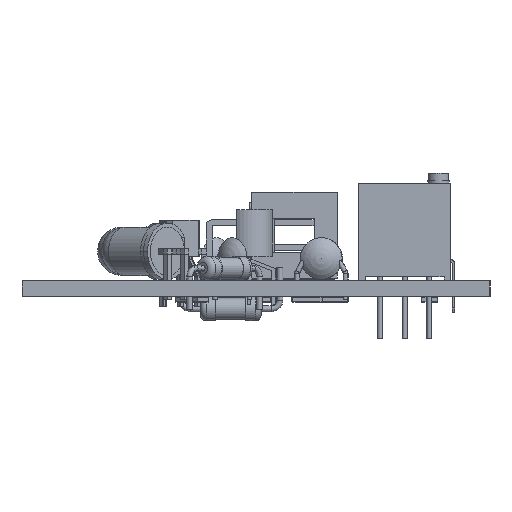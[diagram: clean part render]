
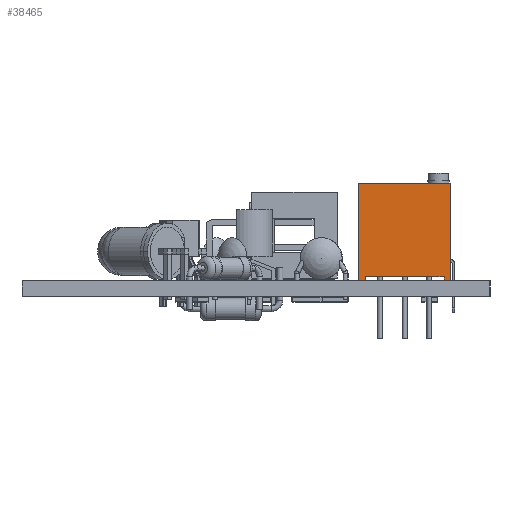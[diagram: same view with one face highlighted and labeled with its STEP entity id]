
A CAD part, left-side view. The second image highlights one B-rep face of the part: STEP entity #38465.
In plain terms, the highlighted face is planar.
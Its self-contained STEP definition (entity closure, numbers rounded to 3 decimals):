
#37069 = PLANE('',#37070);
#37070 = AXIS2_PLACEMENT_3D('',#37071,#37072,#37073);
#37071 = CARTESIAN_POINT('',(-2.54,-0.052,10.03));
#37072 = DIRECTION('',(-0.,0.,1.));
#37073 = DIRECTION('',(0.,1.,0.));
#37153 = PLANE('',#37154);
#37154 = AXIS2_PLACEMENT_3D('',#37155,#37156,#37157);
#37155 = CARTESIAN_POINT('',(-7.305,-0.05,5.015));
#37156 = DIRECTION('',(-1.,0.,0.));
#37157 = DIRECTION('',(0.,1.,0.));
#37209 = PLANE('',#37210);
#37210 = AXIS2_PLACEMENT_3D('',#37211,#37212,#37213);
#37211 = CARTESIAN_POINT('',(-6.605,2.41,1.));
#37212 = DIRECTION('',(1.,0.,0.));
#37213 = DIRECTION('',(0.,-1.,0.));
#37237 = PLANE('',#37238);
#37238 = AXIS2_PLACEMENT_3D('',#37239,#37240,#37241);
#37239 = CARTESIAN_POINT('',(-7.305,2.03,0.38));
#37240 = DIRECTION('',(0.,0.,-1.));
#37241 = DIRECTION('',(0.,-1.,0.));
#37265 = PLANE('',#37266);
#37266 = AXIS2_PLACEMENT_3D('',#37267,#37268,#37269);
#37267 = CARTESIAN_POINT('',(1.525,2.41,1.));
#37268 = DIRECTION('',(1.,0.,0.));
#37269 = DIRECTION('',(0.,-1.,0.));
#37321 = PLANE('',#37322);
#37322 = AXIS2_PLACEMENT_3D('',#37323,#37324,#37325);
#37323 = CARTESIAN_POINT('',(2.225,-0.05,5.015));
#37324 = DIRECTION('',(1.,0.,0.));
#37325 = DIRECTION('',(0.,-1.,0.));
#37390 = EDGE_CURVE('',#37391,#37393,#37395,.T.);
#37391 = VERTEX_POINT('',#37392);
#37392 = CARTESIAN_POINT('',(-7.305,-2.42,10.03));
#37393 = VERTEX_POINT('',#37394);
#37394 = CARTESIAN_POINT('',(2.225,-2.42,10.03));
#37395 = SURFACE_CURVE('',#37396,(#37400,#37407),.PCURVE_S1.);
#37396 = LINE('',#37397,#37398);
#37397 = CARTESIAN_POINT('',(-7.305,-2.42,10.03));
#37398 = VECTOR('',#37399,1.);
#37399 = DIRECTION('',(1.,0.,0.));
#37400 = PCURVE('',#37069,#37401);
#37401 = DEFINITIONAL_REPRESENTATION('',(#37402),#37406);
#37402 = LINE('',#37403,#37404);
#37403 = CARTESIAN_POINT('',(-2.368,4.765));
#37404 = VECTOR('',#37405,1.);
#37405 = DIRECTION('',(0.,-1.));
#37406 = ( GEOMETRIC_REPRESENTATION_CONTEXT(2) 
PARAMETRIC_REPRESENTATION_CONTEXT() REPRESENTATION_CONTEXT('2D SPACE',''
  ) );
#37407 = PCURVE('',#37408,#37413);
#37408 = PLANE('',#37409);
#37409 = AXIS2_PLACEMENT_3D('',#37410,#37411,#37412);
#37410 = CARTESIAN_POINT('',(-2.54,-2.42,5.001));
#37411 = DIRECTION('',(0.,-1.,0.));
#37412 = DIRECTION('',(1.,0.,0.));
#37413 = DEFINITIONAL_REPRESENTATION('',(#37414),#37418);
#37414 = LINE('',#37415,#37416);
#37415 = CARTESIAN_POINT('',(-4.765,5.029));
#37416 = VECTOR('',#37417,1.);
#37417 = DIRECTION('',(1.,0.));
#37418 = ( GEOMETRIC_REPRESENTATION_CONTEXT(2) 
PARAMETRIC_REPRESENTATION_CONTEXT() REPRESENTATION_CONTEXT('2D SPACE',''
  ) );
#37721 = EDGE_CURVE('',#37393,#37722,#37724,.T.);
#37722 = VERTEX_POINT('',#37723);
#37723 = CARTESIAN_POINT('',(2.225,-2.42,0.));
#37724 = SURFACE_CURVE('',#37725,(#37729,#37736),.PCURVE_S1.);
#37725 = LINE('',#37726,#37727);
#37726 = CARTESIAN_POINT('',(2.225,-2.42,1.));
#37727 = VECTOR('',#37728,1.);
#37728 = DIRECTION('',(0.,0.,-1.));
#37729 = PCURVE('',#37321,#37730);
#37730 = DEFINITIONAL_REPRESENTATION('',(#37731),#37735);
#37731 = LINE('',#37732,#37733);
#37732 = CARTESIAN_POINT('',(2.37,4.015));
#37733 = VECTOR('',#37734,1.);
#37734 = DIRECTION('',(0.,1.));
#37735 = ( GEOMETRIC_REPRESENTATION_CONTEXT(2) 
PARAMETRIC_REPRESENTATION_CONTEXT() REPRESENTATION_CONTEXT('2D SPACE',''
  ) );
#37736 = PCURVE('',#37408,#37737);
#37737 = DEFINITIONAL_REPRESENTATION('',(#37738),#37742);
#37738 = LINE('',#37739,#37740);
#37739 = CARTESIAN_POINT('',(4.765,-4.001));
#37740 = VECTOR('',#37741,1.);
#37741 = DIRECTION('',(0.,-1.));
#37742 = ( GEOMETRIC_REPRESENTATION_CONTEXT(2) 
PARAMETRIC_REPRESENTATION_CONTEXT() REPRESENTATION_CONTEXT('2D SPACE',''
  ) );
#37760 = PLANE('',#37761);
#37761 = AXIS2_PLACEMENT_3D('',#37762,#37763,#37764);
#37762 = CARTESIAN_POINT('',(1.525,2.41,0.));
#37763 = DIRECTION('',(0.,0.,-1.));
#37764 = DIRECTION('',(0.,-1.,0.));
#37876 = VERTEX_POINT('',#37877);
#37877 = CARTESIAN_POINT('',(1.525,-2.42,0.));
#37922 = VERTEX_POINT('',#37923);
#37923 = CARTESIAN_POINT('',(1.525,-2.42,0.38));
#37944 = EDGE_CURVE('',#37922,#37876,#37945,.T.);
#37945 = SURFACE_CURVE('',#37946,(#37950,#37957),.PCURVE_S1.);
#37946 = LINE('',#37947,#37948);
#37947 = CARTESIAN_POINT('',(1.525,-2.42,1.));
#37948 = VECTOR('',#37949,1.);
#37949 = DIRECTION('',(0.,0.,-1.));
#37950 = PCURVE('',#37265,#37951);
#37951 = DEFINITIONAL_REPRESENTATION('',(#37952),#37956);
#37952 = LINE('',#37953,#37954);
#37953 = CARTESIAN_POINT('',(4.83,0.));
#37954 = VECTOR('',#37955,1.);
#37955 = DIRECTION('',(0.,1.));
#37956 = ( GEOMETRIC_REPRESENTATION_CONTEXT(2) 
PARAMETRIC_REPRESENTATION_CONTEXT() REPRESENTATION_CONTEXT('2D SPACE',''
  ) );
#37957 = PCURVE('',#37408,#37958);
#37958 = DEFINITIONAL_REPRESENTATION('',(#37959),#37963);
#37959 = LINE('',#37960,#37961);
#37960 = CARTESIAN_POINT('',(4.065,-4.001));
#37961 = VECTOR('',#37962,1.);
#37962 = DIRECTION('',(0.,-1.));
#37963 = ( GEOMETRIC_REPRESENTATION_CONTEXT(2) 
PARAMETRIC_REPRESENTATION_CONTEXT() REPRESENTATION_CONTEXT('2D SPACE',''
  ) );
#37968 = EDGE_CURVE('',#37969,#37922,#37971,.T.);
#37969 = VERTEX_POINT('',#37970);
#37970 = CARTESIAN_POINT('',(-6.605,-2.42,0.38));
#37971 = SURFACE_CURVE('',#37972,(#37976,#37983),.PCURVE_S1.);
#37972 = LINE('',#37973,#37974);
#37973 = CARTESIAN_POINT('',(-7.305,-2.42,0.38));
#37974 = VECTOR('',#37975,1.);
#37975 = DIRECTION('',(1.,0.,0.));
#37976 = PCURVE('',#37237,#37977);
#37977 = DEFINITIONAL_REPRESENTATION('',(#37978),#37982);
#37978 = LINE('',#37979,#37980);
#37979 = CARTESIAN_POINT('',(4.45,0.));
#37980 = VECTOR('',#37981,1.);
#37981 = DIRECTION('',(0.,-1.));
#37982 = ( GEOMETRIC_REPRESENTATION_CONTEXT(2) 
PARAMETRIC_REPRESENTATION_CONTEXT() REPRESENTATION_CONTEXT('2D SPACE',''
  ) );
#37983 = PCURVE('',#37408,#37984);
#37984 = DEFINITIONAL_REPRESENTATION('',(#37985),#37989);
#37985 = LINE('',#37986,#37987);
#37986 = CARTESIAN_POINT('',(-4.765,-4.621));
#37987 = VECTOR('',#37988,1.);
#37988 = DIRECTION('',(1.,0.));
#37989 = ( GEOMETRIC_REPRESENTATION_CONTEXT(2) 
PARAMETRIC_REPRESENTATION_CONTEXT() REPRESENTATION_CONTEXT('2D SPACE',''
  ) );
#38125 = VERTEX_POINT('',#38126);
#38126 = CARTESIAN_POINT('',(-6.605,-2.42,0.));
#38140 = PLANE('',#38141);
#38141 = AXIS2_PLACEMENT_3D('',#38142,#38143,#38144);
#38142 = CARTESIAN_POINT('',(-7.305,2.41,0.));
#38143 = DIRECTION('',(0.,0.,-1.));
#38144 = DIRECTION('',(0.,-1.,0.));
#38203 = EDGE_CURVE('',#37969,#38125,#38204,.T.);
#38204 = SURFACE_CURVE('',#38205,(#38209,#38216),.PCURVE_S1.);
#38205 = LINE('',#38206,#38207);
#38206 = CARTESIAN_POINT('',(-6.605,-2.42,1.));
#38207 = VECTOR('',#38208,1.);
#38208 = DIRECTION('',(0.,0.,-1.));
#38209 = PCURVE('',#37209,#38210);
#38210 = DEFINITIONAL_REPRESENTATION('',(#38211),#38215);
#38211 = LINE('',#38212,#38213);
#38212 = CARTESIAN_POINT('',(4.83,0.));
#38213 = VECTOR('',#38214,1.);
#38214 = DIRECTION('',(0.,1.));
#38215 = ( GEOMETRIC_REPRESENTATION_CONTEXT(2) 
PARAMETRIC_REPRESENTATION_CONTEXT() REPRESENTATION_CONTEXT('2D SPACE',''
  ) );
#38216 = PCURVE('',#37408,#38217);
#38217 = DEFINITIONAL_REPRESENTATION('',(#38218),#38222);
#38218 = LINE('',#38219,#38220);
#38219 = CARTESIAN_POINT('',(-4.065,-4.001));
#38220 = VECTOR('',#38221,1.);
#38221 = DIRECTION('',(0.,-1.));
#38222 = ( GEOMETRIC_REPRESENTATION_CONTEXT(2) 
PARAMETRIC_REPRESENTATION_CONTEXT() REPRESENTATION_CONTEXT('2D SPACE',''
  ) );
#38347 = VERTEX_POINT('',#38348);
#38348 = CARTESIAN_POINT('',(-7.305,-2.42,0.));
#38369 = EDGE_CURVE('',#37391,#38347,#38370,.T.);
#38370 = SURFACE_CURVE('',#38371,(#38375,#38382),.PCURVE_S1.);
#38371 = LINE('',#38372,#38373);
#38372 = CARTESIAN_POINT('',(-7.305,-2.42,1.));
#38373 = VECTOR('',#38374,1.);
#38374 = DIRECTION('',(0.,0.,-1.));
#38375 = PCURVE('',#37153,#38376);
#38376 = DEFINITIONAL_REPRESENTATION('',(#38377),#38381);
#38377 = LINE('',#38378,#38379);
#38378 = CARTESIAN_POINT('',(-2.37,4.015));
#38379 = VECTOR('',#38380,1.);
#38380 = DIRECTION('',(0.,1.));
#38381 = ( GEOMETRIC_REPRESENTATION_CONTEXT(2) 
PARAMETRIC_REPRESENTATION_CONTEXT() REPRESENTATION_CONTEXT('2D SPACE',''
  ) );
#38382 = PCURVE('',#37408,#38383);
#38383 = DEFINITIONAL_REPRESENTATION('',(#38384),#38388);
#38384 = LINE('',#38385,#38386);
#38385 = CARTESIAN_POINT('',(-4.765,-4.001));
#38386 = VECTOR('',#38387,1.);
#38387 = DIRECTION('',(0.,-1.));
#38388 = ( GEOMETRIC_REPRESENTATION_CONTEXT(2) 
PARAMETRIC_REPRESENTATION_CONTEXT() REPRESENTATION_CONTEXT('2D SPACE',''
  ) );
#38465 = ADVANCED_FACE('',(#38466),#37408,.T.);
#38466 = FACE_BOUND('',#38467,.T.);
#38467 = EDGE_LOOP('',(#38468,#38469,#38470,#38491,#38492,#38493,#38494,
    #38515));
#38468 = ORIENTED_EDGE('',*,*,#37390,.F.);
#38469 = ORIENTED_EDGE('',*,*,#38369,.T.);
#38470 = ORIENTED_EDGE('',*,*,#38471,.T.);
#38471 = EDGE_CURVE('',#38347,#38125,#38472,.T.);
#38472 = SURFACE_CURVE('',#38473,(#38477,#38484),.PCURVE_S1.);
#38473 = LINE('',#38474,#38475);
#38474 = CARTESIAN_POINT('',(-7.305,-2.42,0.));
#38475 = VECTOR('',#38476,1.);
#38476 = DIRECTION('',(1.,0.,0.));
#38477 = PCURVE('',#37408,#38478);
#38478 = DEFINITIONAL_REPRESENTATION('',(#38479),#38483);
#38479 = LINE('',#38480,#38481);
#38480 = CARTESIAN_POINT('',(-4.765,-5.001));
#38481 = VECTOR('',#38482,1.);
#38482 = DIRECTION('',(1.,0.));
#38483 = ( GEOMETRIC_REPRESENTATION_CONTEXT(2) 
PARAMETRIC_REPRESENTATION_CONTEXT() REPRESENTATION_CONTEXT('2D SPACE',''
  ) );
#38484 = PCURVE('',#38140,#38485);
#38485 = DEFINITIONAL_REPRESENTATION('',(#38486),#38490);
#38486 = LINE('',#38487,#38488);
#38487 = CARTESIAN_POINT('',(4.83,0.));
#38488 = VECTOR('',#38489,1.);
#38489 = DIRECTION('',(0.,-1.));
#38490 = ( GEOMETRIC_REPRESENTATION_CONTEXT(2) 
PARAMETRIC_REPRESENTATION_CONTEXT() REPRESENTATION_CONTEXT('2D SPACE',''
  ) );
#38491 = ORIENTED_EDGE('',*,*,#38203,.F.);
#38492 = ORIENTED_EDGE('',*,*,#37968,.T.);
#38493 = ORIENTED_EDGE('',*,*,#37944,.T.);
#38494 = ORIENTED_EDGE('',*,*,#38495,.T.);
#38495 = EDGE_CURVE('',#37876,#37722,#38496,.T.);
#38496 = SURFACE_CURVE('',#38497,(#38501,#38508),.PCURVE_S1.);
#38497 = LINE('',#38498,#38499);
#38498 = CARTESIAN_POINT('',(1.525,-2.42,0.));
#38499 = VECTOR('',#38500,1.);
#38500 = DIRECTION('',(1.,0.,0.));
#38501 = PCURVE('',#37408,#38502);
#38502 = DEFINITIONAL_REPRESENTATION('',(#38503),#38507);
#38503 = LINE('',#38504,#38505);
#38504 = CARTESIAN_POINT('',(4.065,-5.001));
#38505 = VECTOR('',#38506,1.);
#38506 = DIRECTION('',(1.,0.));
#38507 = ( GEOMETRIC_REPRESENTATION_CONTEXT(2) 
PARAMETRIC_REPRESENTATION_CONTEXT() REPRESENTATION_CONTEXT('2D SPACE',''
  ) );
#38508 = PCURVE('',#37760,#38509);
#38509 = DEFINITIONAL_REPRESENTATION('',(#38510),#38514);
#38510 = LINE('',#38511,#38512);
#38511 = CARTESIAN_POINT('',(4.83,0.));
#38512 = VECTOR('',#38513,1.);
#38513 = DIRECTION('',(0.,-1.));
#38514 = ( GEOMETRIC_REPRESENTATION_CONTEXT(2) 
PARAMETRIC_REPRESENTATION_CONTEXT() REPRESENTATION_CONTEXT('2D SPACE',''
  ) );
#38515 = ORIENTED_EDGE('',*,*,#37721,.F.);
